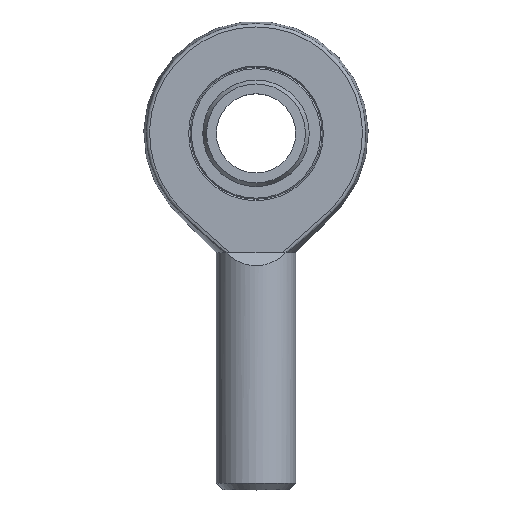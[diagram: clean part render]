
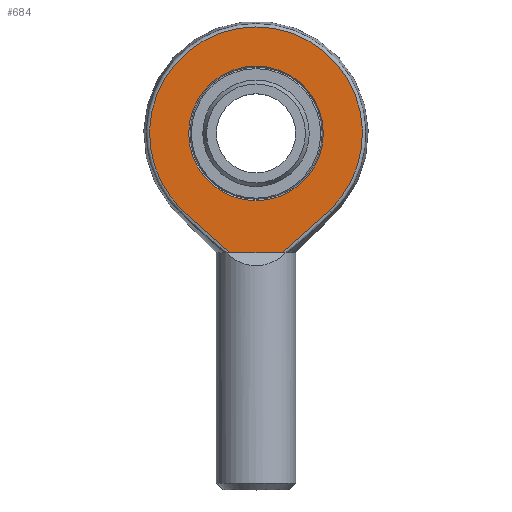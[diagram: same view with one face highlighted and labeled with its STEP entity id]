
A CAD part, top view. The second image highlights one B-rep face of the part: STEP entity #684.
In plain terms, the highlighted planar face has unit normal (0, 0, 1).
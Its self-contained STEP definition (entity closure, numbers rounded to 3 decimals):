
#8 = CIRCLE ( 'NONE', #424, 16.125 ) ;
#22 = PLANE ( 'NONE',  #455 ) ;
#42 = CARTESIAN_POINT ( 'NONE',  ( 9.973, -12.771, 4. ) ) ;
#57 = CARTESIAN_POINT ( 'NONE',  ( -6.44, -16.012, 4. ) ) ;
#94 = EDGE_CURVE ( 'NONE', #138, #101, #8, .T. ) ;
#101 = VERTEX_POINT ( 'NONE', #612 ) ;
#102 = CARTESIAN_POINT ( 'NONE',  ( 11.13, -11.667, 4. ) ) ;
#103 = CARTESIAN_POINT ( 'NONE',  ( -17., -18.042, 4. ) ) ;
#104 = ORIENTED_EDGE ( 'NONE', *, *, #562, .T. ) ;
#138 = VERTEX_POINT ( 'NONE', #102 ) ;
#161 = EDGE_CURVE ( 'NONE', #926, #138, #898, .T. ) ;
#191 = CIRCLE ( 'NONE', #307, 10.2 ) ;
#196 = CARTESIAN_POINT ( 'NONE',  ( -7.036, -15.48, 4. ) ) ;
#238 = ORIENTED_EDGE ( 'NONE', *, *, #246, .T. ) ;
#246 = EDGE_CURVE ( 'NONE', #101, #438, #320, .T. ) ;
#248 = CARTESIAN_POINT ( 'NONE',  ( 11.13, -11.667, 4. ) ) ;
#255 = CARTESIAN_POINT ( 'NONE',  ( 5.226, -17.052, 4. ) ) ;
#268 = CARTESIAN_POINT ( 'NONE',  ( -4.61, -17.562, 4. ) ) ;
#287 = ORIENTED_EDGE ( 'NONE', *, *, #161, .T. ) ;
#307 = AXIS2_PLACEMENT_3D ( 'NONE', #509, #459, #372 ) ;
#316 = CARTESIAN_POINT ( 'NONE',  ( 3.97, -18.042, 4. ) ) ;
#317 = DIRECTION ( 'NONE',  ( 0., 0., -1. ) ) ;
#320 = B_SPLINE_CURVE_WITH_KNOTS ( 'NONE', 3,
 ( #702, #561, #765, #196, #57, #344, #268, #626 ),
 .UNSPECIFIED., .F., .F.,
 ( 4, 2, 2, 4 ),
 ( 0., 0.005, 0.007, 0.01 ),
 .UNSPECIFIED. ) ;
#344 = CARTESIAN_POINT ( 'NONE',  ( -5.226, -17.052, 4. ) ) ;
#357 = VERTEX_POINT ( 'NONE', #563 ) ;
#370 = EDGE_LOOP ( 'NONE', ( #673 ) ) ;
#372 = DIRECTION ( 'NONE',  ( 0., 1., 0. ) ) ;
#424 = AXIS2_PLACEMENT_3D ( 'NONE', #507, #596, #435 ) ;
#429 = CARTESIAN_POINT ( 'NONE',  ( -3.97, -18.042, 4. ) ) ;
#435 = DIRECTION ( 'NONE',  ( 0., 1., 0. ) ) ;
#438 = VERTEX_POINT ( 'NONE', #429 ) ;
#444 = CARTESIAN_POINT ( 'NONE',  ( -17., 17., 4. ) ) ;
#455 = AXIS2_PLACEMENT_3D ( 'NONE', #444, #317, #671 ) ;
#459 = DIRECTION ( 'NONE',  ( 0., 0., -1. ) ) ;
#487 = CARTESIAN_POINT ( 'NONE',  ( 3.97, -18.042, 4. ) ) ;
#507 = CARTESIAN_POINT ( 'NONE',  ( 0., 0., 4. ) ) ;
#509 = CARTESIAN_POINT ( 'NONE',  ( 0., 0., 4. ) ) ;
#513 = FACE_BOUND ( 'NONE', #370, .T. ) ;
#551 = EDGE_CURVE ( 'NONE', #357, #357, #191, .T. ) ;
#561 = CARTESIAN_POINT ( 'NONE',  ( -9.973, -12.771, 4. ) ) ;
#562 = EDGE_CURVE ( 'NONE', #438, #926, #893, .T. ) ;
#563 = CARTESIAN_POINT ( 'NONE',  ( 0., 10.2, 4. ) ) ;
#596 = DIRECTION ( 'NONE',  ( 0., 0., 1. ) ) ;
#602 = CARTESIAN_POINT ( 'NONE',  ( 6.44, -16.012, 4. ) ) ;
#612 = CARTESIAN_POINT ( 'NONE',  ( -11.13, -11.667, 4. ) ) ;
#617 = VECTOR ( 'NONE', #814, 1000. ) ;
#618 = CARTESIAN_POINT ( 'NONE',  ( 4.61, -17.562, 4. ) ) ;
#626 = CARTESIAN_POINT ( 'NONE',  ( -3.97, -18.042, 4. ) ) ;
#629 = ORIENTED_EDGE ( 'NONE', *, *, #94, .T. ) ;
#671 = DIRECTION ( 'NONE',  ( 0., 1., 0. ) ) ;
#673 = ORIENTED_EDGE ( 'NONE', *, *, #551, .T. ) ;
#684 = ADVANCED_FACE ( 'NONE', ( #730, #513 ), #22, .F. ) ;
#685 = CARTESIAN_POINT ( 'NONE',  ( 8.81, -13.867, 4. ) ) ;
#702 = CARTESIAN_POINT ( 'NONE',  ( -11.13, -11.667, 4. ) ) ;
#715 = EDGE_LOOP ( 'NONE', ( #104, #287, #629, #238 ) ) ;
#730 = FACE_OUTER_BOUND ( 'NONE', #715, .T. ) ;
#765 = CARTESIAN_POINT ( 'NONE',  ( -8.81, -13.867, 4. ) ) ;
#814 = DIRECTION ( 'NONE',  ( 1., 0., 0. ) ) ;
#892 = CARTESIAN_POINT ( 'NONE',  ( 7.036, -15.48, 4. ) ) ;
#893 = LINE ( 'NONE', #103, #617 ) ;
#898 = B_SPLINE_CURVE_WITH_KNOTS ( 'NONE', 3,
 ( #316, #618, #255, #602, #892, #685, #42, #248 ),
 .UNSPECIFIED., .F., .F.,
 ( 4, 2, 2, 4 ),
 ( 0., 0.002, 0.005, 0.01 ),
 .UNSPECIFIED. ) ;
#926 = VERTEX_POINT ( 'NONE', #487 ) ;
